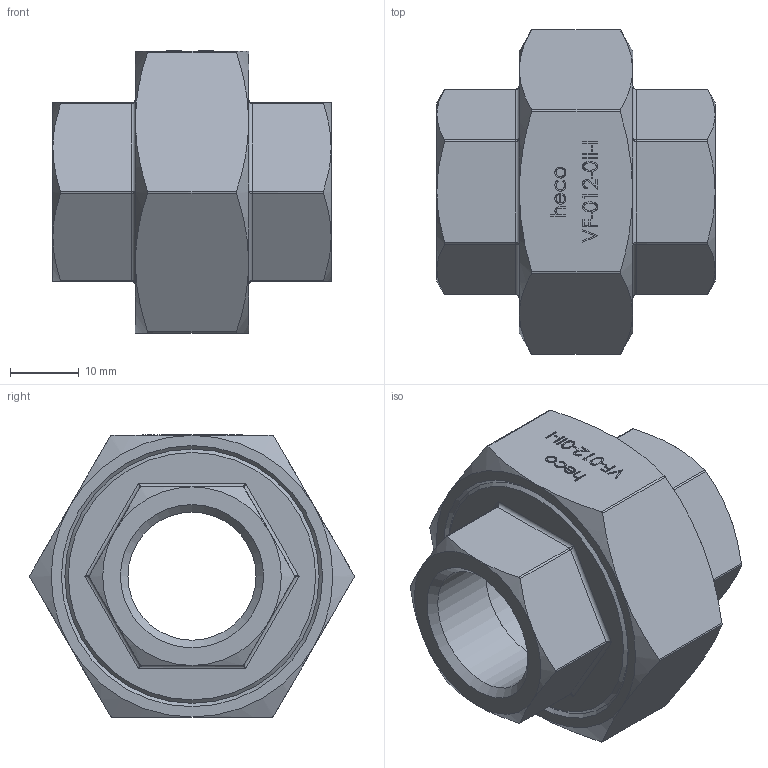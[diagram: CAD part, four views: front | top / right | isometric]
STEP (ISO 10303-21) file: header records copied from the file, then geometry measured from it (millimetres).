
FILE_DESCRIPTION (( 'STEP AP214' ), '1' );
FILE_NAME ('heco_VF-012-0II-I.STEP', '2016-07-07T07:15:13', ( '' ), ( '' ), 'SwSTEP 2.0', 'SolidWorks 2011', '' );
FILE_SCHEMA (( 'AUTOMOTIVE_DESIGN' ));
Length unit declared in the file: millimetre
Products named in the file (1): heco_VF-012-0II-I
Bounding box: 40.5 x 47.25 x 41.05 mm (x, y, z)
Volume: 24120.9 mm3; surface area: 9547.3 mm2
Topology: 1 solids, 1 shells, 251 faces, 612 edges, 379 vertices
Faces by surface type: plane 114, bspline 71, cylinder 36, cone 30
Full cylindrical faces by diameter (mm): 18.631 x2, 23.2 x1, 35 x1, 36.4 x1, 37 x1
Entity records: 12465 total; most frequent: CARTESIAN_POINT 5798, ORIENTED_EDGE 1172, DIRECTION 765, EDGE_CURVE 586, VERTEX_POINT 377, LINE 317, VECTOR 317, EDGE_LOOP 293
